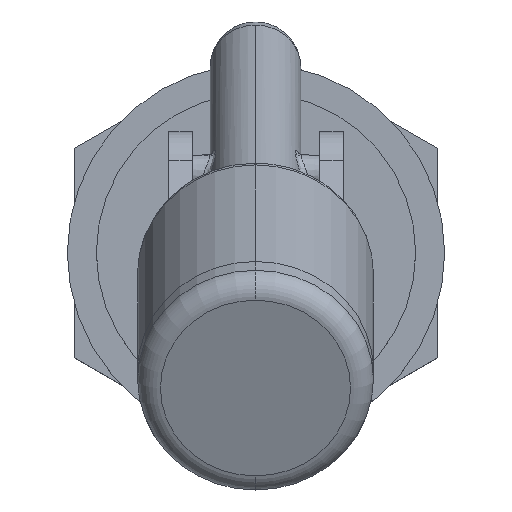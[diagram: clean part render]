
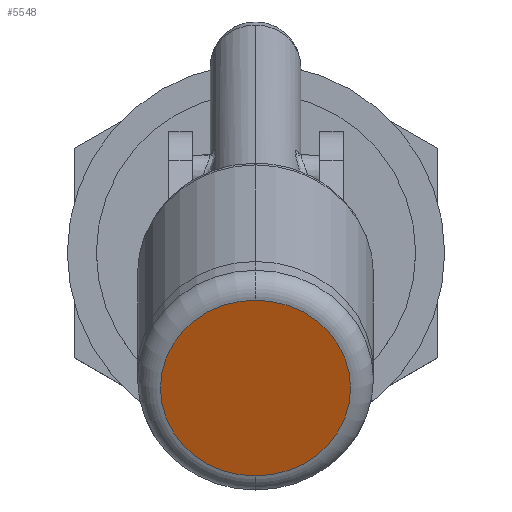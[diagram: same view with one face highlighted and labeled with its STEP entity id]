
A CAD part, top view. The second image highlights one B-rep face of the part: STEP entity #5548.
In plain terms, the highlighted planar face has unit normal (0, -0.384, 0.923).
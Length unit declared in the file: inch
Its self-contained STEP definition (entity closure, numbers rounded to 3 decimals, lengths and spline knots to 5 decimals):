
#50 = CIRCLE ( 'NONE', #6373, 0.262 ) ;
#1154 = VERTEX_POINT ( 'NONE', #4069 ) ;
#1179 = ORIENTED_EDGE ( 'NONE', *, *, #2201, .F. ) ;
#1799 = DIRECTION ( 'NONE',  ( 0., -0.924, -0.384 ) ) ;
#2201 = EDGE_CURVE ( 'NONE', #1154, #2705, #50, .T. ) ;
#2705 = VERTEX_POINT ( 'NONE', #3235 ) ;
#2856 = EDGE_LOOP ( 'NONE', ( #4254, #1179 ) ) ;
#3235 = CARTESIAN_POINT ( 'NONE',  ( -0.00141, -0.61936, 2.48475 ) ) ;
#3277 = CARTESIAN_POINT ( 'NONE',  ( -0.00141, -0.3774, 2.58524 ) ) ;
#3309 = CARTESIAN_POINT ( 'NONE',  ( -0.00141, -0.3774, 2.58524 ) ) ;
#3320 = EDGE_CURVE ( 'NONE', #2705, #1154, #6357, .T. ) ;
#3385 = AXIS2_PLACEMENT_3D ( 'NONE', #4510, #5075, #5011 ) ;
#3801 = DIRECTION ( 'NONE',  ( 0., -0.924, -0.384 ) ) ;
#3836 = DIRECTION ( 'NONE',  ( 0., -0.384, 0.924 ) ) ;
#4069 = CARTESIAN_POINT ( 'NONE',  ( -0.00141, -0.13543, 2.68573 ) ) ;
#4254 = ORIENTED_EDGE ( 'NONE', *, *, #3320, .F. ) ;
#4267 = DIRECTION ( 'NONE',  ( 0., 0.384, -0.924 ) ) ;
#4297 = PLANE ( 'NONE',  #5573 ) ;
#4510 = CARTESIAN_POINT ( 'NONE',  ( -0.00141, -0.3774, 2.58524 ) ) ;
#5011 = DIRECTION ( 'NONE',  ( 0., -0.924, -0.384 ) ) ;
#5075 = DIRECTION ( 'NONE',  ( 0., 0.384, -0.924 ) ) ;
#5297 = FACE_OUTER_BOUND ( 'NONE', #2856, .T. ) ;
#5548 = ADVANCED_FACE ( 'NONE', ( #5297 ), #4297, .T. ) ;
#5573 = AXIS2_PLACEMENT_3D ( 'NONE', #3309, #3836, #1799 ) ;
#6357 = CIRCLE ( 'NONE', #3385, 0.262 ) ;
#6373 = AXIS2_PLACEMENT_3D ( 'NONE', #3277, #4267, #3801 ) ;
